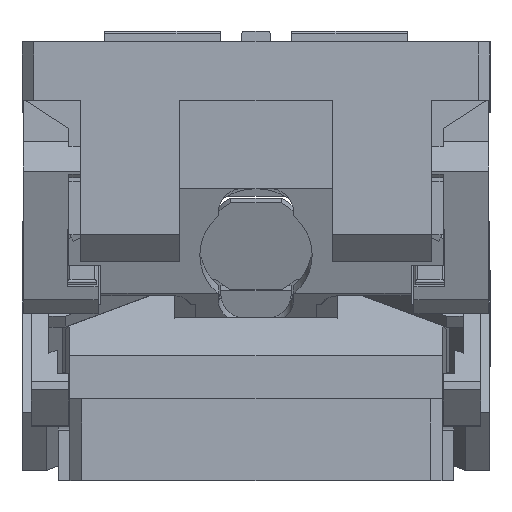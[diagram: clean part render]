
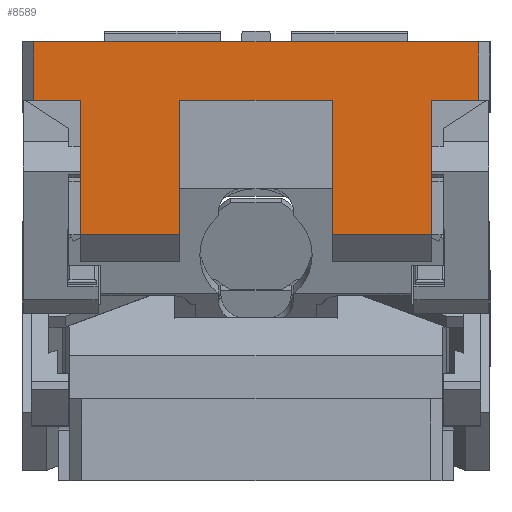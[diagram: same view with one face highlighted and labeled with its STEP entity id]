
A CAD part, left-side view. The second image highlights one B-rep face of the part: STEP entity #8589.
In plain terms, the highlighted planar face has unit normal (-1, 0, 0).
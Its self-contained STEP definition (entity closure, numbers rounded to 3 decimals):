
#61=CARTESIAN_POINT('Vertex',(-340.,-65.,100.368)) ;
#77=CARTESIAN_POINT('Vertex',(-340.,-150.,100.368)) ;
#80=CARTESIAN_POINT('Line Origine',(-340.,-107.5,100.368)) ;
#185=CARTESIAN_POINT('Vertex',(-340.,-150.,215.)) ;
#188=CARTESIAN_POINT('Line Origine',(-340.,-150.,157.684)) ;
#2203=CARTESIAN_POINT('Vertex',(-340.,65.,100.368)) ;
#2208=CARTESIAN_POINT('Line Origine',(-340.,107.5,100.368)) ;
#2212=CARTESIAN_POINT('Vertex',(-340.,150.,100.368)) ;
#3113=CARTESIAN_POINT('Vertex',(-340.,190.,265.)) ;
#3127=CARTESIAN_POINT('Vertex',(-340.,190.,215.)) ;
#3130=CARTESIAN_POINT('Line Origine',(-340.,190.,240.)) ;
#4849=CARTESIAN_POINT('Vertex',(-340.,-190.,265.)) ;
#4852=CARTESIAN_POINT('Line Origine',(-340.,-190.,240.)) ;
#4856=CARTESIAN_POINT('Vertex',(-340.,-190.,215.)) ;
#6467=CARTESIAN_POINT('Line Origine',(-340.,-170.,215.)) ;
#6655=CARTESIAN_POINT('Vertex',(-340.,-65.,215.)) ;
#6658=CARTESIAN_POINT('Line Origine',(-340.,0.,215.)) ;
#6662=CARTESIAN_POINT('Vertex',(-340.,65.,215.)) ;
#6779=CARTESIAN_POINT('Line Origine',(-340.,0.,265.)) ;
#7021=CARTESIAN_POINT('Vertex',(-340.,150.,215.)) ;
#7024=CARTESIAN_POINT('Line Origine',(-340.,170.,215.)) ;
#7206=CARTESIAN_POINT('Line Origine',(-340.,150.,157.684)) ;
#8550=CARTESIAN_POINT('Line Origine',(-340.,-65.,157.684)) ;
#8565=CARTESIAN_POINT('Axis2P3D Location',(-340.,-200.,215.)) ;
#8570=CARTESIAN_POINT('Line Origine',(-340.,65.,157.684)) ;
#81=DIRECTION('Vector Direction',(0.,-1.,0.)) ;
#189=DIRECTION('Vector Direction',(0.,0.,1.)) ;
#2209=DIRECTION('Vector Direction',(0.,-1.,0.)) ;
#3131=DIRECTION('Vector Direction',(0.,0.,-1.)) ;
#4853=DIRECTION('Vector Direction',(0.,0.,1.)) ;
#6468=DIRECTION('Vector Direction',(0.,1.,0.)) ;
#6659=DIRECTION('Vector Direction',(0.,1.,0.)) ;
#6780=DIRECTION('Vector Direction',(0.,1.,0.)) ;
#7025=DIRECTION('Vector Direction',(0.,1.,0.)) ;
#7207=DIRECTION('Vector Direction',(0.,0.,-1.)) ;
#8551=DIRECTION('Vector Direction',(0.,0.,-1.)) ;
#8566=DIRECTION('Axis2P3D Direction',(1.,0.,0.)) ;
#8567=DIRECTION('Axis2P3D XDirection',(0.,0.,1.)) ;
#8571=DIRECTION('Vector Direction',(0.,0.,-1.)) ;
#8568=AXIS2_PLACEMENT_3D('Plane Axis2P3D',#8565,#8566,#8567) ;
#8576=ORIENTED_EDGE('',*,*,#6664,.F.) ;
#8577=ORIENTED_EDGE('',*,*,#8554,.T.) ;
#8578=ORIENTED_EDGE('',*,*,#84,.T.) ;
#8579=ORIENTED_EDGE('',*,*,#192,.T.) ;
#8580=ORIENTED_EDGE('',*,*,#6471,.F.) ;
#8581=ORIENTED_EDGE('',*,*,#4858,.T.) ;
#8582=ORIENTED_EDGE('',*,*,#6783,.T.) ;
#8583=ORIENTED_EDGE('',*,*,#3134,.T.) ;
#8584=ORIENTED_EDGE('',*,*,#7028,.F.) ;
#8585=ORIENTED_EDGE('',*,*,#7210,.T.) ;
#8586=ORIENTED_EDGE('',*,*,#2214,.T.) ;
#8587=ORIENTED_EDGE('',*,*,#8574,.F.) ;
#82=VECTOR('Line Direction',#81,1.) ;
#190=VECTOR('Line Direction',#189,1.) ;
#2210=VECTOR('Line Direction',#2209,1.) ;
#3132=VECTOR('Line Direction',#3131,1.) ;
#4854=VECTOR('Line Direction',#4853,1.) ;
#6469=VECTOR('Line Direction',#6468,1.) ;
#6660=VECTOR('Line Direction',#6659,1.) ;
#6781=VECTOR('Line Direction',#6780,1.) ;
#7026=VECTOR('Line Direction',#7025,1.) ;
#7208=VECTOR('Line Direction',#7207,1.) ;
#8552=VECTOR('Line Direction',#8551,1.) ;
#8572=VECTOR('Line Direction',#8571,1.) ;
#8589=ADVANCED_FACE('CAM HOLDER',(#8588),#8569,.F.) ;
#84=EDGE_CURVE('',#62,#78,#83,.T.) ;
#192=EDGE_CURVE('',#78,#186,#191,.T.) ;
#2214=EDGE_CURVE('',#2213,#2204,#2211,.T.) ;
#3134=EDGE_CURVE('',#3114,#3128,#3133,.T.) ;
#4858=EDGE_CURVE('',#4857,#4850,#4855,.T.) ;
#6471=EDGE_CURVE('',#4857,#186,#6470,.T.) ;
#6664=EDGE_CURVE('',#6656,#6663,#6661,.T.) ;
#6783=EDGE_CURVE('',#4850,#3114,#6782,.T.) ;
#7028=EDGE_CURVE('',#7022,#3128,#7027,.T.) ;
#7210=EDGE_CURVE('',#7022,#2213,#7209,.T.) ;
#8554=EDGE_CURVE('',#6656,#62,#8553,.T.) ;
#8574=EDGE_CURVE('',#6663,#2204,#8573,.T.) ;
#8575=EDGE_LOOP('',(#8576,#8577,#8578,#8579,#8580,#8581,#8582,#8583,#8584,#8585,#8586,#8587)) ;
#8588=FACE_OUTER_BOUND('',#8575,.T.) ;
#83=LINE('Line',#80,#82) ;
#191=LINE('Line',#188,#190) ;
#2211=LINE('Line',#2208,#2210) ;
#3133=LINE('Line',#3130,#3132) ;
#4855=LINE('Line',#4852,#4854) ;
#6470=LINE('Line',#6467,#6469) ;
#6661=LINE('Line',#6658,#6660) ;
#6782=LINE('Line',#6779,#6781) ;
#7027=LINE('Line',#7024,#7026) ;
#7209=LINE('Line',#7206,#7208) ;
#8553=LINE('Line',#8550,#8552) ;
#8573=LINE('Line',#8570,#8572) ;
#8569=PLANE('Plane',#8568) ;
#62=VERTEX_POINT('',#61) ;
#78=VERTEX_POINT('',#77) ;
#186=VERTEX_POINT('',#185) ;
#2204=VERTEX_POINT('',#2203) ;
#2213=VERTEX_POINT('',#2212) ;
#3114=VERTEX_POINT('',#3113) ;
#3128=VERTEX_POINT('',#3127) ;
#4850=VERTEX_POINT('',#4849) ;
#4857=VERTEX_POINT('',#4856) ;
#6656=VERTEX_POINT('',#6655) ;
#6663=VERTEX_POINT('',#6662) ;
#7022=VERTEX_POINT('',#7021) ;
